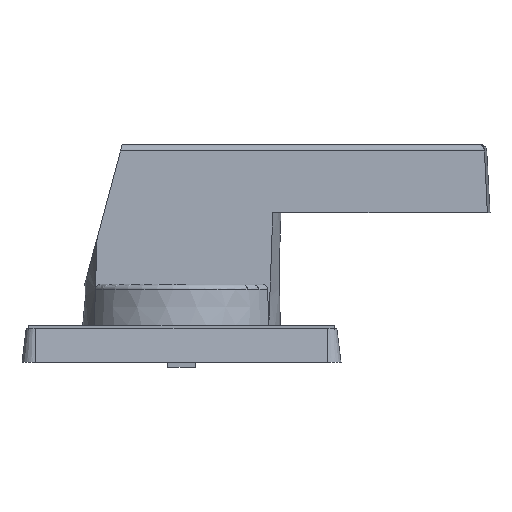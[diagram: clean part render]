
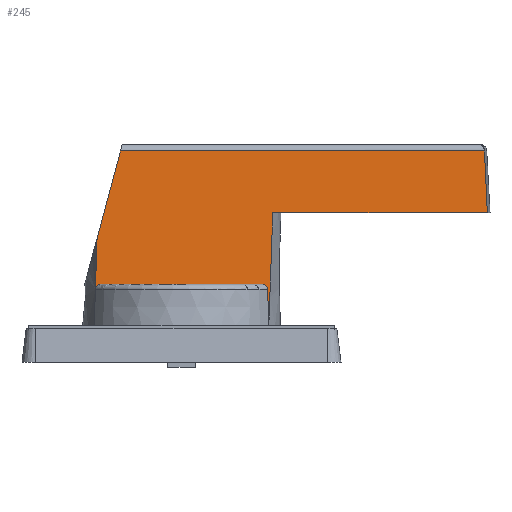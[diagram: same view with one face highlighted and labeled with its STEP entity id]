
A CAD part, front view. The second image highlights one B-rep face of the part: STEP entity #245.
In plain terms, the highlighted planar face has unit normal (0, -0.999, 0.052).
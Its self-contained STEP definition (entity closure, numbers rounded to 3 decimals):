
#245=ADVANCED_FACE('',(#513),#514,.T.);
#513=FACE_OUTER_BOUND('',#781,.T.);
#514=PLANE('',#782);
#781=EDGE_LOOP('',(#1791,#1792,#1793,#1794,#1795,#1796,#1797,#1798,#1799,#1800));
#782=AXIS2_PLACEMENT_3D('',#1801,#1802,#1803);
#1791=ORIENTED_EDGE('',*,*,#1880,.T.);
#1792=ORIENTED_EDGE('',*,*,#2305,.F.);
#1793=ORIENTED_EDGE('',*,*,#2306,.T.);
#1794=ORIENTED_EDGE('',*,*,#2307,.T.);
#1795=ORIENTED_EDGE('',*,*,#2308,.F.);
#1796=ORIENTED_EDGE('',*,*,#2309,.F.);
#1797=ORIENTED_EDGE('',*,*,#2310,.F.);
#1798=ORIENTED_EDGE('',*,*,#2311,.F.);
#1799=ORIENTED_EDGE('',*,*,#2303,.T.);
#1800=ORIENTED_EDGE('',*,*,#2300,.T.);
#1801=CARTESIAN_POINT('',(0.661,1.306,0.488));
#1802=DIRECTION('',(0.0,-0.999,0.052));
#1803=DIRECTION('',(-1.0,0.0,0.0));
#1880=EDGE_CURVE('',#2336,#2334,#2337,.T.);
#2300=EDGE_CURVE('',#3060,#2336,#3061,.T.);
#2303=EDGE_CURVE('',#2718,#3060,#3064,.T.);
#2305=EDGE_CURVE('',#3066,#2334,#3067,.T.);
#2306=EDGE_CURVE('',#3066,#3068,#3069,.T.);
#2307=EDGE_CURVE('',#3068,#3070,#3071,.T.);
#2308=EDGE_CURVE('',#3072,#3070,#3073,.T.);
#2309=EDGE_CURVE('',#3074,#3072,#3075,.T.);
#2310=EDGE_CURVE('',#3076,#3074,#3077,.T.);
#2311=EDGE_CURVE('',#2718,#3076,#3078,.T.);
#2334=VERTEX_POINT('',#3102);
#2336=VERTEX_POINT('',#3104);
#2337=B_SPLINE_CURVE_WITH_KNOTS('',2,(#3105,#3106,#3107),.UNSPECIFIED.,.F.,.F.,(3,3),(0.0,1.0),.UNSPECIFIED.);
#2718=VERTEX_POINT('',#3653);
#3060=VERTEX_POINT('',#4232);
#3061=LINE('',#4233,#4234);
#3064=ELLIPSE('',#4237,24.194,1.249);
#3066=VERTEX_POINT('',#4239);
#3067=LINE('',#4240,#4241);
#3068=VERTEX_POINT('',#4242);
#3069=LINE('',#4243,#4244);
#3070=VERTEX_POINT('',#4245);
#3071=B_SPLINE_CURVE_WITH_KNOTS('',2,(#4246,#4247,#4248),.UNSPECIFIED.,.F.,.F.,(3,3),(0.509,0.798),.UNSPECIFIED.);
#3072=VERTEX_POINT('',#4249);
#3073=B_SPLINE_CURVE_WITH_KNOTS('',3,(#4250,#4251,#4252,#4253,#4254,#4255,#4256,#4257,#4258,#4259,#4260,#4261,#4262,#4263,#4264,#4265),.UNSPECIFIED.,.F.,.F.,(4,3,3,3,3,4),(0.0,0.259,0.52,0.755,0.96,1.),.UNSPECIFIED.);
#3074=VERTEX_POINT('',#4266);
#3075=LINE('',#4267,#4268);
#3076=VERTEX_POINT('',#4269);
#3077=B_SPLINE_CURVE_WITH_KNOTS('',3,(#4270,#4271,#4272,#4273,#4274,#4275,#4276,#4277,#4278,#4279,#4280,#4281,#4282,#4283,#4284,#4285),.UNSPECIFIED.,.F.,.F.,(4,3,3,3,3,4),(0.0,0.19,0.38,0.576,0.792,1.0),.UNSPECIFIED.);
#3078=B_SPLINE_CURVE_WITH_KNOTS('',2,(#4286,#4287,#4288),.UNSPECIFIED.,.F.,.F.,(3,3),(0.0,1.),.UNSPECIFIED.);
#3102=CARTESIAN_POINT('',(5.342,1.411,2.5));
#3104=CARTESIAN_POINT('',(5.375,1.374,1.787));
#3105=CARTESIAN_POINT('',(5.375,1.374,1.787));
#3106=CARTESIAN_POINT('',(5.358,1.393,2.145));
#3107=CARTESIAN_POINT('',(5.342,1.411,2.5));
#3653=CARTESIAN_POINT('',(2.85,1.306,0.488));
#4232=CARTESIAN_POINT('',(2.896,1.374,1.787));
#4233=CARTESIAN_POINT('',(2.409,1.374,1.787));
#4234=VECTOR('',#4807,1.0);
#4237=AXIS2_PLACEMENT_3D('',#4811,#4812,#4813);
#4239=CARTESIAN_POINT('',(1.137,1.411,2.5));
#4240=CARTESIAN_POINT('',(0.661,1.411,2.5));
#4241=VECTOR('',#4814,1.0);
#4242=CARTESIAN_POINT('',(0.867,1.359,1.492));
#4243=CARTESIAN_POINT('',(0.987,1.382,1.942));
#4244=VECTOR('',#4815,1.0);
#4245=CARTESIAN_POINT('',(0.848,1.328,0.905));
#4246=CARTESIAN_POINT('',(0.867,1.359,1.492));
#4247=CARTESIAN_POINT('',(0.857,1.343,1.201));
#4248=CARTESIAN_POINT('',(0.848,1.328,0.905));
#4249=CARTESIAN_POINT('',(0.913,1.331,0.961));
#4250=CARTESIAN_POINT('',(0.913,1.331,0.961));
#4251=CARTESIAN_POINT('',(0.905,1.331,0.961));
#4252=CARTESIAN_POINT('',(0.897,1.331,0.959));
#4253=CARTESIAN_POINT('',(0.889,1.33,0.957));
#4254=CARTESIAN_POINT('',(0.881,1.33,0.954));
#4255=CARTESIAN_POINT('',(0.874,1.33,0.95));
#4256=CARTESIAN_POINT('',(0.868,1.33,0.944));
#4257=CARTESIAN_POINT('',(0.862,1.33,0.94));
#4258=CARTESIAN_POINT('',(0.857,1.329,0.934));
#4259=CARTESIAN_POINT('',(0.854,1.329,0.927));
#4260=CARTESIAN_POINT('',(0.851,1.329,0.921));
#4261=CARTESIAN_POINT('',(0.849,1.328,0.915));
#4262=CARTESIAN_POINT('',(0.848,1.328,0.909));
#4263=CARTESIAN_POINT('',(0.848,1.328,0.907));
#4264=CARTESIAN_POINT('',(0.848,1.328,0.906));
#4265=CARTESIAN_POINT('',(0.848,1.328,0.905));
#4266=CARTESIAN_POINT('',(2.772,1.331,0.961));
#4267=CARTESIAN_POINT('',(1.517,1.331,0.961));
#4268=VECTOR('',#4816,1.0);
#4269=CARTESIAN_POINT('',(2.837,1.328,0.905));
#4270=CARTESIAN_POINT('',(2.837,1.328,0.905));
#4271=CARTESIAN_POINT('',(2.837,1.328,0.911));
#4272=CARTESIAN_POINT('',(2.836,1.328,0.917));
#4273=CARTESIAN_POINT('',(2.833,1.329,0.922));
#4274=CARTESIAN_POINT('',(2.831,1.329,0.928));
#4275=CARTESIAN_POINT('',(2.828,1.329,0.933));
#4276=CARTESIAN_POINT('',(2.824,1.33,0.938));
#4277=CARTESIAN_POINT('',(2.82,1.33,0.942));
#4278=CARTESIAN_POINT('',(2.815,1.33,0.947));
#4279=CARTESIAN_POINT('',(2.81,1.33,0.95));
#4280=CARTESIAN_POINT('',(2.804,1.33,0.953));
#4281=CARTESIAN_POINT('',(2.798,1.33,0.956));
#4282=CARTESIAN_POINT('',(2.791,1.331,0.958));
#4283=CARTESIAN_POINT('',(2.785,1.331,0.96));
#4284=CARTESIAN_POINT('',(2.778,1.331,0.961));
#4285=CARTESIAN_POINT('',(2.772,1.331,0.961));
#4286=CARTESIAN_POINT('',(2.85,1.306,0.488));
#4287=CARTESIAN_POINT('',(2.844,1.317,0.698));
#4288=CARTESIAN_POINT('',(2.837,1.328,0.905));
#4807=DIRECTION('',(1.0,0.0,0.0));
#4811=CARTESIAN_POINT('',(1.843,2.053,14.75));
#4812=DIRECTION('',(0.,-0.999,0.052));
#4813=DIRECTION('',(0.,0.052,0.999));
#4814=DIRECTION('',(1.0,0.0,0.0));
#4815=DIRECTION('',(-0.258,-0.051,-0.965));
#4816=DIRECTION('',(-1.0,0.0,0.0));
